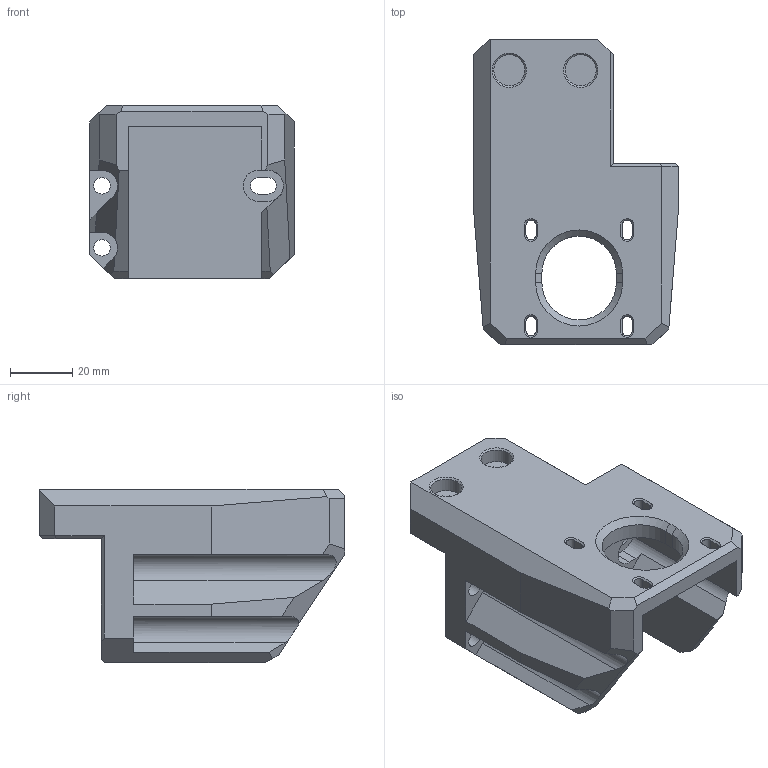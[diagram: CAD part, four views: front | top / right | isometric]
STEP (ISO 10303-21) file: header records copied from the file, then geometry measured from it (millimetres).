
FILE_DESCRIPTION(/* description */ ('STEP AP214'),/* implementation_level */ '2;1');
FILE_NAME(/* name */ '604944544a7440158bdcc238',/* time_stamp */ '2021-03-10T22:12:37+00:00',/* author */ (''),/* organization */ (''),/* preprocessor_version */ 'ST-DEVELOPER v18.1',/* originating_system */ ' ',/* authorisation */ ' ');
FILE_SCHEMA (('AUTOMOTIVE_DESIGN {1 0 10303 214 3 1 1}'));
Length unit declared in the file: metre
Products named in the file (1): z_motor_back
Bounding box: 66 x 98.5 x 56 mm (x, y, z)
Volume: 139134.8 mm3; surface area: 30700.1 mm2
Topology: 1 solids, 1 shells, 121 faces, 314 edges, 199 vertices
Faces by surface type: plane 87, cylinder 22, cone 12
Full cylindrical faces by diameter (mm): 5.3 x4, 10 x2
Entity records: 3625 total; most frequent: CARTESIAN_POINT 619, DIRECTION 605, ORIENTED_EDGE 604, EDGE_CURVE 302, LINE 243, VECTOR 243, VERTEX_POINT 195, AXIS2_PLACEMENT_3D 181
